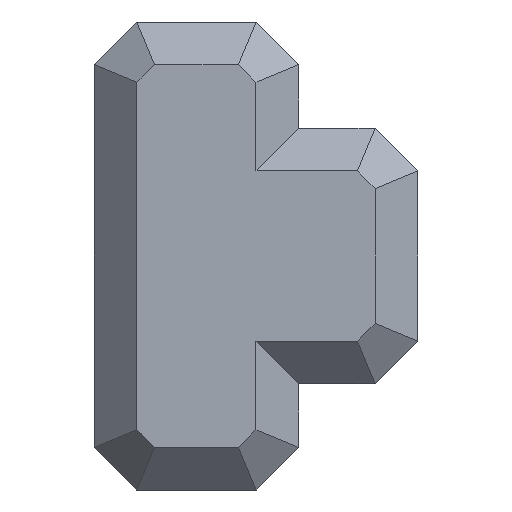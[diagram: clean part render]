
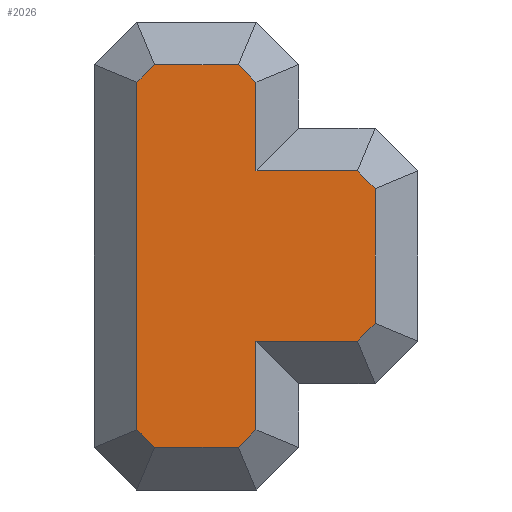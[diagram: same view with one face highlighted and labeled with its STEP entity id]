
A CAD part, left-side view. The second image highlights one B-rep face of the part: STEP entity #2026.
In plain terms, the highlighted planar face has unit normal (-1, 0, 0).
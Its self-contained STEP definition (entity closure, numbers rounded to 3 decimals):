
#11 = EDGE_CURVE ( 'NONE', #838, #1526, #1227, .T. ) ;
#25 = DIRECTION ( 'NONE',  ( 0., -0.707, 0.707 ) ) ;
#28 = VERTEX_POINT ( 'NONE', #246 ) ;
#34 = EDGE_CURVE ( 'NONE', #1538, #838, #280, .T. ) ;
#65 = CARTESIAN_POINT ( 'NONE',  ( -27., 3.3, -2.043 ) ) ;
#83 = ORIENTED_EDGE ( 'NONE', *, *, #2143, .T. ) ;
#90 = CARTESIAN_POINT ( 'NONE',  ( -27., 2.107, 2.25 ) ) ;
#115 = EDGE_CURVE ( 'NONE', #868, #1166, #1807, .T. ) ;
#141 = ORIENTED_EDGE ( 'NONE', *, *, #394, .T. ) ;
#166 = ORIENTED_EDGE ( 'NONE', *, *, #746, .T. ) ;
#171 = CARTESIAN_POINT ( 'NONE',  ( -27., 0.5, 0. ) ) ;
#191 = LINE ( 'NONE', #2001, #1176 ) ;
#192 = ORIENTED_EDGE ( 'NONE', *, *, #115, .T. ) ;
#202 = VECTOR ( 'NONE', #1631, 1000. ) ;
#243 = LINE ( 'NONE', #1580, #469 ) ;
#246 = CARTESIAN_POINT ( 'NONE',  ( -27., 0.707, 1. ) ) ;
#270 = LINE ( 'NONE', #2103, #202 ) ;
#276 = LINE ( 'NONE', #1444, #1239 ) ;
#280 = LINE ( 'NONE', #1605, #1883 ) ;
#298 = LINE ( 'NONE', #1832, #1784 ) ;
#334 = LINE ( 'NONE', #171, #1315 ) ;
#380 = EDGE_CURVE ( 'NONE', #2002, #1293, #1919, .T. ) ;
#394 = EDGE_CURVE ( 'NONE', #1166, #1011, #1791, .T. ) ;
#414 = CARTESIAN_POINT ( 'NONE',  ( -27., 3.3, 0. ) ) ;
#417 = ORIENTED_EDGE ( 'NONE', *, *, #34, .T. ) ;
#441 = DIRECTION ( 'NONE',  ( 0., 1., 0. ) ) ;
#461 = CARTESIAN_POINT ( 'NONE',  ( -27., 2.107, -2.25 ) ) ;
#464 = CARTESIAN_POINT ( 'NONE',  ( -27., 1.9, 0. ) ) ;
#469 = VECTOR ( 'NONE', #1235, 1000. ) ;
#474 = VECTOR ( 'NONE', #1169, 1000. ) ;
#493 = CARTESIAN_POINT ( 'NONE',  ( -27., 3.093, -2.25 ) ) ;
#534 = LINE ( 'NONE', #1563, #1106 ) ;
#560 = ORIENTED_EDGE ( 'NONE', *, *, #985, .T. ) ;
#578 = VECTOR ( 'NONE', #1931, 1000. ) ;
#596 = VERTEX_POINT ( 'NONE', #493 ) ;
#670 = LINE ( 'NONE', #1658, #761 ) ;
#679 = ORIENTED_EDGE ( 'NONE', *, *, #1230, .T. ) ;
#692 = VERTEX_POINT ( 'NONE', #886 ) ;
#732 = ORIENTED_EDGE ( 'NONE', *, *, #1139, .T. ) ;
#744 = DIRECTION ( 'NONE',  ( 0., 0., 1. ) ) ;
#746 = EDGE_CURVE ( 'NONE', #1526, #596, #243, .T. ) ;
#761 = VECTOR ( 'NONE', #25, 1000. ) ;
#813 = DIRECTION ( 'NONE',  ( 0., 0., 1. ) ) ;
#821 = CARTESIAN_POINT ( 'NONE',  ( -27., 0., -1. ) ) ;
#827 = DIRECTION ( 'NONE',  ( 0., 0., 1. ) ) ;
#831 = EDGE_CURVE ( 'NONE', #1293, #1538, #276, .T. ) ;
#838 = VERTEX_POINT ( 'NONE', #932 ) ;
#854 = CARTESIAN_POINT ( 'NONE',  ( -27., 0.707, -1. ) ) ;
#863 = CARTESIAN_POINT ( 'NONE',  ( -27., 3.093, 2.25 ) ) ;
#866 = AXIS2_PLACEMENT_3D ( 'NONE', #1303, #1584, #744 ) ;
#868 = VERTEX_POINT ( 'NONE', #1599 ) ;
#886 = CARTESIAN_POINT ( 'NONE',  ( -27., 0.5, 0.793 ) ) ;
#932 = CARTESIAN_POINT ( 'NONE',  ( -27., 3.3, 2.043 ) ) ;
#937 = DIRECTION ( 'NONE',  ( 0., 0., -1. ) ) ;
#949 = ORIENTED_EDGE ( 'NONE', *, *, #1390, .T. ) ;
#985 = EDGE_CURVE ( 'NONE', #1011, #1627, #670, .T. ) ;
#1002 = ORIENTED_EDGE ( 'NONE', *, *, #11, .T. ) ;
#1011 = VERTEX_POINT ( 'NONE', #854 ) ;
#1014 = CARTESIAN_POINT ( 'NONE',  ( -27., 0., -2.25 ) ) ;
#1106 = VECTOR ( 'NONE', #1906, 1000. ) ;
#1139 = EDGE_CURVE ( 'NONE', #692, #28, #534, .T. ) ;
#1157 = ORIENTED_EDGE ( 'NONE', *, *, #831, .T. ) ;
#1163 = DIRECTION ( 'NONE',  ( 0., 1., 0. ) ) ;
#1166 = VERTEX_POINT ( 'NONE', #1575 ) ;
#1169 = DIRECTION ( 'NONE',  ( 0., -1., 0. ) ) ;
#1176 = VECTOR ( 'NONE', #1163, 1000. ) ;
#1183 = DIRECTION ( 'NONE',  ( 0., 0., 1. ) ) ;
#1199 = VECTOR ( 'NONE', #813, 1000. ) ;
#1226 = FACE_OUTER_BOUND ( 'NONE', #2144, .T. ) ;
#1227 = LINE ( 'NONE', #414, #1409 ) ;
#1230 = EDGE_CURVE ( 'NONE', #1923, #868, #270, .T. ) ;
#1235 = DIRECTION ( 'NONE',  ( 0., -0.707, -0.707 ) ) ;
#1239 = VECTOR ( 'NONE', #441, 1000. ) ;
#1245 = CARTESIAN_POINT ( 'NONE',  ( -27., 0.5, -0.793 ) ) ;
#1265 = ORIENTED_EDGE ( 'NONE', *, *, #1679, .T. ) ;
#1293 = VERTEX_POINT ( 'NONE', #90 ) ;
#1303 = CARTESIAN_POINT ( 'NONE',  ( -27., 0., 0. ) ) ;
#1315 = VECTOR ( 'NONE', #1183, 1000. ) ;
#1390 = EDGE_CURVE ( 'NONE', #596, #1923, #1466, .T. ) ;
#1409 = VECTOR ( 'NONE', #937, 1000. ) ;
#1444 = CARTESIAN_POINT ( 'NONE',  ( -27., 0., 2.25 ) ) ;
#1466 = LINE ( 'NONE', #1014, #474 ) ;
#1498 = ORIENTED_EDGE ( 'NONE', *, *, #2074, .T. ) ;
#1526 = VERTEX_POINT ( 'NONE', #65 ) ;
#1538 = VERTEX_POINT ( 'NONE', #863 ) ;
#1563 = CARTESIAN_POINT ( 'NONE',  ( -27., -0.146, 0.146 ) ) ;
#1575 = CARTESIAN_POINT ( 'NONE',  ( -27., 1.9, -1. ) ) ;
#1580 = CARTESIAN_POINT ( 'NONE',  ( -27., 2.671, -2.671 ) ) ;
#1584 = DIRECTION ( 'NONE',  ( -1., 0., 0. ) ) ;
#1599 = CARTESIAN_POINT ( 'NONE',  ( -27., 1.9, -2.043 ) ) ;
#1605 = CARTESIAN_POINT ( 'NONE',  ( -27., 2.671, 2.671 ) ) ;
#1627 = VERTEX_POINT ( 'NONE', #1245 ) ;
#1631 = DIRECTION ( 'NONE',  ( 0., -0.707, 0.707 ) ) ;
#1658 = CARTESIAN_POINT ( 'NONE',  ( -27., -0.146, -0.146 ) ) ;
#1679 = EDGE_CURVE ( 'NONE', #2153, #2002, #298, .T. ) ;
#1755 = CARTESIAN_POINT ( 'NONE',  ( -27., -0.071, 0.071 ) ) ;
#1784 = VECTOR ( 'NONE', #827, 1000. ) ;
#1791 = LINE ( 'NONE', #821, #1885 ) ;
#1807 = LINE ( 'NONE', #464, #1199 ) ;
#1826 = DIRECTION ( 'NONE',  ( 0., -1., 0. ) ) ;
#1832 = CARTESIAN_POINT ( 'NONE',  ( -27., 1.9, 0. ) ) ;
#1870 = CARTESIAN_POINT ( 'NONE',  ( -27., 1.9, 1. ) ) ;
#1883 = VECTOR ( 'NONE', #2131, 1000. ) ;
#1885 = VECTOR ( 'NONE', #1826, 1000. ) ;
#1906 = DIRECTION ( 'NONE',  ( 0., 0.707, 0.707 ) ) ;
#1919 = LINE ( 'NONE', #1755, #578 ) ;
#1923 = VERTEX_POINT ( 'NONE', #461 ) ;
#1931 = DIRECTION ( 'NONE',  ( 0., 0.707, 0.707 ) ) ;
#1980 = CARTESIAN_POINT ( 'NONE',  ( -27., 1.9, 2.043 ) ) ;
#2001 = CARTESIAN_POINT ( 'NONE',  ( -27., 0., 1. ) ) ;
#2002 = VERTEX_POINT ( 'NONE', #1980 ) ;
#2026 = ADVANCED_FACE ( 'NONE', ( #1226 ), #2162, .T. ) ;
#2056 = ORIENTED_EDGE ( 'NONE', *, *, #380, .T. ) ;
#2074 = EDGE_CURVE ( 'NONE', #28, #2153, #191, .T. ) ;
#2103 = CARTESIAN_POINT ( 'NONE',  ( -27., -0.071, -0.071 ) ) ;
#2131 = DIRECTION ( 'NONE',  ( 0., 0.707, -0.707 ) ) ;
#2143 = EDGE_CURVE ( 'NONE', #1627, #692, #334, .T. ) ;
#2144 = EDGE_LOOP ( 'NONE', ( #949, #679, #192, #141, #560, #83, #732, #1498, #1265, #2056, #1157, #417, #1002, #166 ) ) ;
#2153 = VERTEX_POINT ( 'NONE', #1870 ) ;
#2162 = PLANE ( 'NONE',  #866 ) ;
